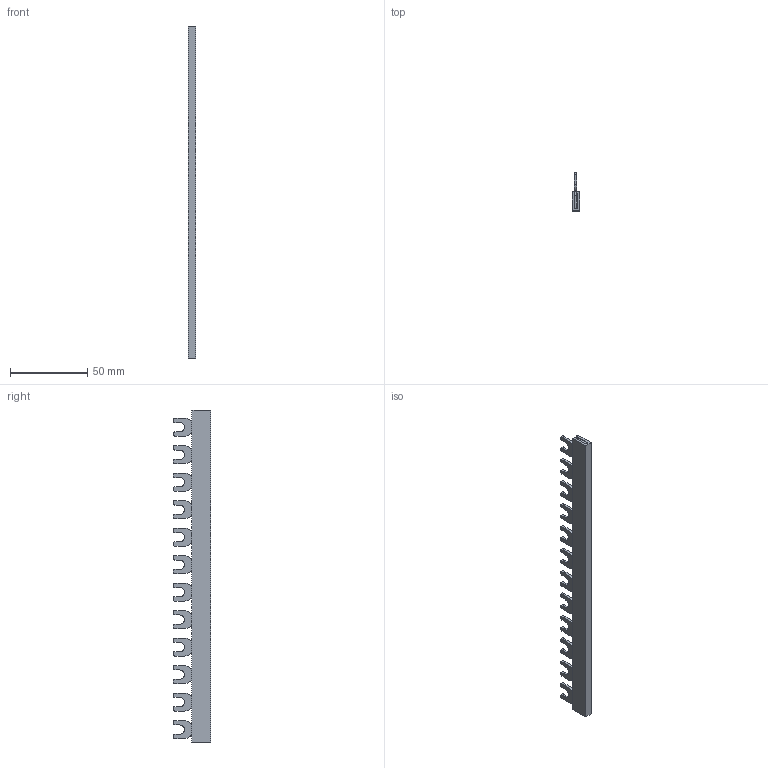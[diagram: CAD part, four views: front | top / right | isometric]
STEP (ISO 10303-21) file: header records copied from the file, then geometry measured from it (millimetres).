
FILE_DESCRIPTION((''),'2;1');
FILE_NAME('IZ12_1F_ASM','2021-04-01T',('marketing.praksa'),('Audax d.o.o.'),'CREO PARAMETRIC BY PTC INC, 2017480','CREO PARAMETRIC BY PTC INC, 2017480','');
FILE_SCHEMA(('AUTOMOTIVE_DESIGN { 1 0 10303 214 1 1 1 1 }'));
Products named in the file (4): PRT0164; S1F-12_02_01_SZYNA; BASE_WL; IZ12_1F_ASM
Assembly tree (3 placements, depth 2):
  IZ12_1F_ASM
    PRT0164
    S1F-12_02_01_SZYNA
    BASE_WL
Bounding box: 5 x 24.31 x 215 mm (x, y, z)
Volume: 13348.7 mm3; surface area: 20039.1 mm2
Topology: 5 solids, 5 shells, 363 faces, 1050 edges, 700 vertices
Faces by surface type: plane 183, cylinder 180
Entity records: 18164 total; most frequent: DIRECTION 2150, CARTESIAN_POINT 2130, ORIENTED_EDGE 2100, PRESENTATION_STYLE_ASSIGNMENT 1418, STYLED_ITEM 1418, CURVE_STYLE 1050, EDGE_CURVE 1050, AXIS2_PLACEMENT_3D 730
